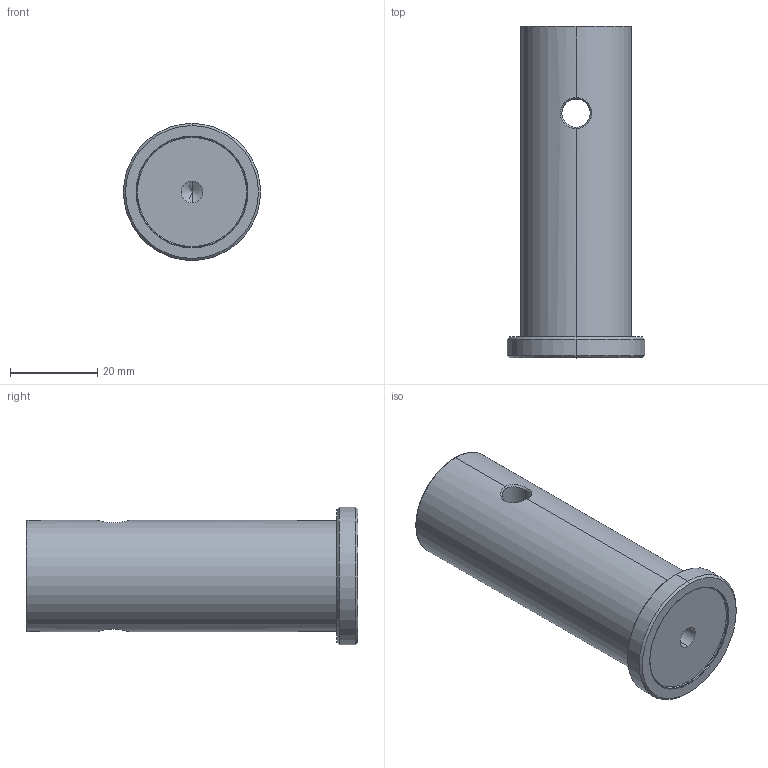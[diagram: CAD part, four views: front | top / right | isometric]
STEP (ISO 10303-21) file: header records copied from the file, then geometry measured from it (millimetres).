
FILE_DESCRIPTION (( 'STEP AP203' ), '1' );
FILE_NAME ('02FHP-3M.STEP', '2022-08-12T07:34:43', ( '' ), ( '' ), 'SwSTEP 2.0', 'SolidWorks 2021', '' );
FILE_SCHEMA (( 'CONFIG_CONTROL_DESIGN' ));
Length unit declared in the file: millimetre
Products named in the file (1): 02FHP-3M
Bounding box: 31.5 x 76.2 x 31.5 mm (x, y, z)
Volume: 38815.6 mm3; surface area: 8389 mm2
Topology: 1 solids, 1 shells, 34 faces, 78 edges, 44 vertices
Faces by surface type: cylinder 12, cone 8, torus 6, bspline 4, plane 4
Entity records: 1366 total; most frequent: CARTESIAN_POINT 556, DIRECTION 156, ORIENTED_EDGE 148, EDGE_CURVE 74, AXIS2_PLACEMENT_3D 67, VERTEX_POINT 44, EDGE_LOOP 38, CIRCLE 36
